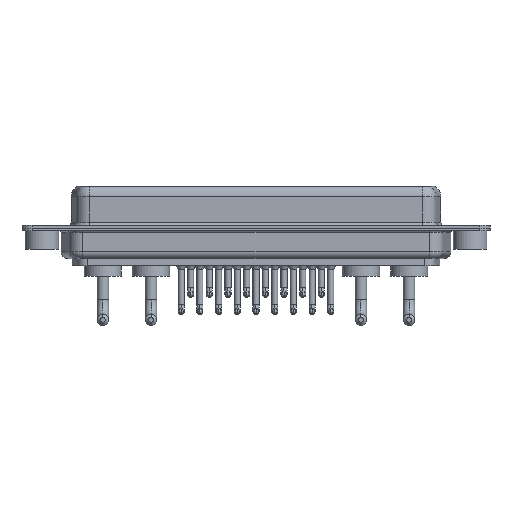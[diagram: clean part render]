
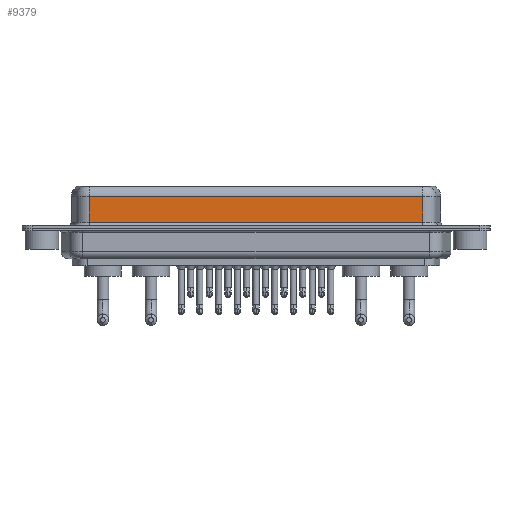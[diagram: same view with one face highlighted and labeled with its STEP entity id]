
A CAD part, front view. The second image highlights one B-rep face of the part: STEP entity #9379.
In plain terms, the highlighted planar face has unit normal (0, -1, 0).
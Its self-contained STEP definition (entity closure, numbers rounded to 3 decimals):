
#110 = CARTESIAN_POINT ( 'NONE',  ( 56.462, -3.95, 4.65 ) ) ;
#1408 = ORIENTED_EDGE ( 'NONE', *, *, #20653, .T. ) ;
#2035 = VECTOR ( 'NONE', #9245, 1000. ) ;
#3272 = CARTESIAN_POINT ( 'NONE',  ( 56.462, -3.95, 4.65 ) ) ;
#3909 = ORIENTED_EDGE ( 'NONE', *, *, #21331, .F. ) ;
#4119 = VECTOR ( 'NONE', #15298, 1000. ) ;
#5361 = CARTESIAN_POINT ( 'NONE',  ( 56.462, -3.95, 6.4 ) ) ;
#6549 = EDGE_CURVE ( 'NONE', #9755, #9127, #19757, .T. ) ;
#7137 = DIRECTION ( 'NONE',  ( 0., 1., 0. ) ) ;
#7769 = DIRECTION ( 'NONE',  ( 0., 0., -1. ) ) ;
#8026 = AXIS2_PLACEMENT_3D ( 'NONE', #5361, #7137, #17046 ) ;
#9127 = VERTEX_POINT ( 'NONE', #14702 ) ;
#9245 = DIRECTION ( 'NONE',  ( 0., 0., -1. ) ) ;
#9263 = CARTESIAN_POINT ( 'NONE',  ( 56.462, -3.95, 0.9 ) ) ;
#9379 = ADVANCED_FACE ( 'NONE', ( #10361 ), #15706, .F. ) ;
#9669 = VECTOR ( 'NONE', #7769, 1000. ) ;
#9755 = VERTEX_POINT ( 'NONE', #16465 ) ;
#10250 = EDGE_LOOP ( 'NONE', ( #3909, #1408, #12519, #13945 ) ) ;
#10361 = FACE_OUTER_BOUND ( 'NONE', #10250, .T. ) ;
#11075 = VERTEX_POINT ( 'NONE', #110 ) ;
#11519 = CARTESIAN_POINT ( 'NONE',  ( 7.038, -3.95, 6.4 ) ) ;
#12519 = ORIENTED_EDGE ( 'NONE', *, *, #6549, .T. ) ;
#12693 = CARTESIAN_POINT ( 'NONE',  ( 56.462, -3.95, 6.4 ) ) ;
#13161 = VERTEX_POINT ( 'NONE', #18861 ) ;
#13847 = LINE ( 'NONE', #3272, #4119 ) ;
#13928 = EDGE_CURVE ( 'NONE', #9127, #13161, #21379, .T. ) ;
#13945 = ORIENTED_EDGE ( 'NONE', *, *, #13928, .T. ) ;
#14702 = CARTESIAN_POINT ( 'NONE',  ( 7.038, -3.95, 0.9 ) ) ;
#15238 = VECTOR ( 'NONE', #16055, 1000. ) ;
#15298 = DIRECTION ( 'NONE',  ( -1., 0., 0. ) ) ;
#15706 = PLANE ( 'NONE',  #8026 ) ;
#16055 = DIRECTION ( 'NONE',  ( 1., 0., 0. ) ) ;
#16465 = CARTESIAN_POINT ( 'NONE',  ( 7.038, -3.95, 4.65 ) ) ;
#17046 = DIRECTION ( 'NONE',  ( 0., 0., 1. ) ) ;
#18861 = CARTESIAN_POINT ( 'NONE',  ( 56.462, -3.95, 0.9 ) ) ;
#19480 = LINE ( 'NONE', #12693, #2035 ) ;
#19757 = LINE ( 'NONE', #11519, #9669 ) ;
#20653 = EDGE_CURVE ( 'NONE', #11075, #9755, #13847, .T. ) ;
#21331 = EDGE_CURVE ( 'NONE', #11075, #13161, #19480, .T. ) ;
#21379 = LINE ( 'NONE', #9263, #15238 ) ;
